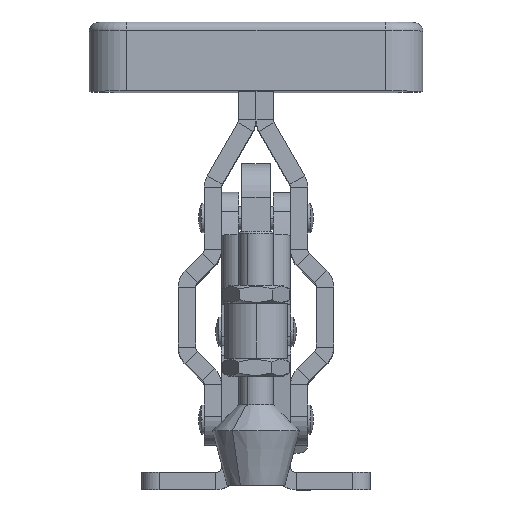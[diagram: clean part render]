
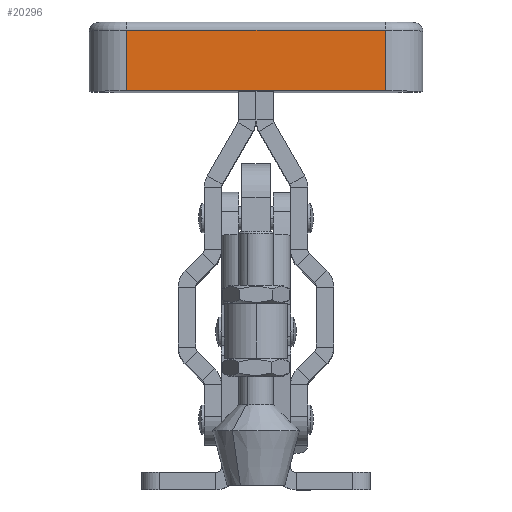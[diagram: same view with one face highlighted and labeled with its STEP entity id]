
A CAD part, top view. The second image highlights one B-rep face of the part: STEP entity #20296.
In plain terms, the highlighted face is planar.
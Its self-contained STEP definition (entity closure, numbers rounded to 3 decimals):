
#461 = CARTESIAN_POINT ( 'NONE',  ( -22.5, -6.5, 12. ) ) ;
#463 = PLANE ( 'NONE',  #26897 ) ;
#466 = DIRECTION ( 'NONE',  ( 0., 1., 0. ) ) ;
#467 = DIRECTION ( 'NONE',  ( -1., 0., 0. ) ) ;
#1350 = CARTESIAN_POINT ( 'NONE',  ( -22.5, -6.5, 12. ) ) ;
#1358 = DIRECTION ( 'NONE',  ( 0., 0., -1. ) ) ;
#1367 = CARTESIAN_POINT ( 'NONE',  ( 22.5, -6.5, 12. ) ) ;
#1368 = DIRECTION ( 'NONE',  ( 0., 0., -1. ) ) ;
#1376 = CARTESIAN_POINT ( 'NONE',  ( -22.5, -6.5, 10.5 ) ) ;
#1377 = DIRECTION ( 'NONE',  ( -1., 0., 0. ) ) ;
#1378 = CARTESIAN_POINT ( 'NONE',  ( -22.5, -6.5, 0. ) ) ;
#1379 = DIRECTION ( 'NONE',  ( 1., 0., 0. ) ) ;
#3083 = VERTEX_POINT ( 'NONE', #19795 ) ;
#4028 = CARTESIAN_POINT ( 'NONE',  ( 22.5, -6.5, 10.5 ) ) ;
#4218 = CARTESIAN_POINT ( 'NONE',  ( -22.5, -6.5, 0. ) ) ;
#12810 = VERTEX_POINT ( 'NONE', #19910 ) ;
#19795 = CARTESIAN_POINT ( 'NONE',  ( 22.5, -6.5, 0. ) ) ;
#19910 = CARTESIAN_POINT ( 'NONE',  ( -22.5, -6.5, 10.5 ) ) ;
#20296 = ADVANCED_FACE ( 'NONE', ( #28100 ), #463, .F. ) ;
#20519 = EDGE_CURVE ( 'NONE', #12810, #21192, #28391, .T. ) ;
#20523 = EDGE_CURVE ( 'NONE', #21002, #3083, #28397, .T. ) ;
#20524 = EDGE_CURVE ( 'NONE', #21002, #12810, #28398, .T. ) ;
#20525 = EDGE_CURVE ( 'NONE', #21192, #3083, #28400, .T. ) ;
#21002 = VERTEX_POINT ( 'NONE', #4028 ) ;
#21192 = VERTEX_POINT ( 'NONE', #4218 ) ;
#21633 = EDGE_LOOP ( 'NONE', ( #27538, #27491, #27492, #27613 ) ) ;
#26897 = AXIS2_PLACEMENT_3D ( 'NONE', #461, #466, #467 ) ;
#27491 = ORIENTED_EDGE ( 'NONE', *, *, #20524, .T. ) ;
#27492 = ORIENTED_EDGE ( 'NONE', *, *, #20519, .T. ) ;
#27538 = ORIENTED_EDGE ( 'NONE', *, *, #20523, .F. ) ;
#27613 = ORIENTED_EDGE ( 'NONE', *, *, #20525, .T. ) ;
#28100 = FACE_OUTER_BOUND ( 'NONE', #21633, .T. ) ;
#28391 = LINE ( 'NONE', #1350, #28393 ) ;
#28393 = VECTOR ( 'NONE', #1358, 1000. ) ;
#28397 = LINE ( 'NONE', #1367, #28399 ) ;
#28398 = LINE ( 'NONE', #1376, #28401 ) ;
#28399 = VECTOR ( 'NONE', #1368, 1000. ) ;
#28400 = LINE ( 'NONE', #1378, #28403 ) ;
#28401 = VECTOR ( 'NONE', #1377, 1000. ) ;
#28403 = VECTOR ( 'NONE', #1379, 1000. ) ;
